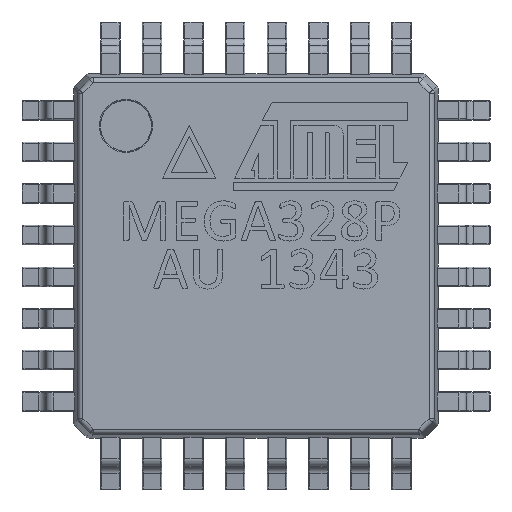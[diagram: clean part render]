
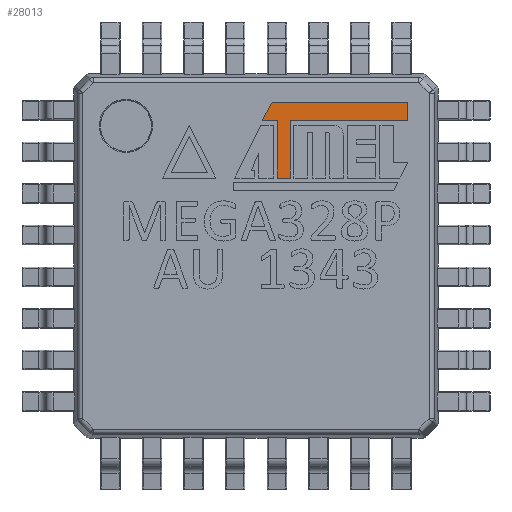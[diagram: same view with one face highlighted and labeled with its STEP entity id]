
A CAD part, top view. The second image highlights one B-rep face of the part: STEP entity #28013.
In plain terms, the highlighted planar face has unit normal (0, 0, 1).
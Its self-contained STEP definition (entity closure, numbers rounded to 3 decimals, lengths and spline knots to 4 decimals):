
#1066=PLANE('',#31186);
#3321=LINE('',#55658,#5477);
#3324=LINE('',#55663,#5480);
#3326=LINE('',#55667,#5482);
#3328=LINE('',#55671,#5484);
#3330=LINE('',#55675,#5486);
#3332=LINE('',#55679,#5488);
#3334=LINE('',#55683,#5490);
#3335=LINE('',#55685,#5491);
#5477=VECTOR('',#39533,1000.);
#5480=VECTOR('',#39538,1000.);
#5482=VECTOR('',#39542,1000.);
#5484=VECTOR('',#39546,1000.);
#5486=VECTOR('',#39550,1000.);
#5488=VECTOR('',#39554,1000.);
#5490=VECTOR('',#39558,1000.);
#5491=VECTOR('',#39561,1000.);
#7898=FACE_OUTER_BOUND('',#9629,.T.);
#9629=EDGE_LOOP('',(#25526,#25527,#25528,#25529,#25530,#25531,#25532,#25533));
#13480=VERTEX_POINT('',#55655);
#13481=VERTEX_POINT('',#55657);
#13482=VERTEX_POINT('',#55661);
#13483=VERTEX_POINT('',#55665);
#13484=VERTEX_POINT('',#55669);
#13485=VERTEX_POINT('',#55673);
#13486=VERTEX_POINT('',#55677);
#13487=VERTEX_POINT('',#55681);
#17499=EDGE_CURVE('',#13481,#13480,#3321,.T.);
#17502=EDGE_CURVE('',#13480,#13482,#3324,.T.);
#17504=EDGE_CURVE('',#13482,#13483,#3326,.T.);
#17506=EDGE_CURVE('',#13483,#13484,#3328,.T.);
#17508=EDGE_CURVE('',#13484,#13485,#3330,.T.);
#17510=EDGE_CURVE('',#13485,#13486,#3332,.T.);
#17512=EDGE_CURVE('',#13486,#13487,#3334,.T.);
#17513=EDGE_CURVE('',#13487,#13481,#3335,.T.);
#25526=ORIENTED_EDGE('',*,*,#17499,.T.);
#25527=ORIENTED_EDGE('',*,*,#17502,.T.);
#25528=ORIENTED_EDGE('',*,*,#17504,.T.);
#25529=ORIENTED_EDGE('',*,*,#17506,.T.);
#25530=ORIENTED_EDGE('',*,*,#17508,.T.);
#25531=ORIENTED_EDGE('',*,*,#17510,.T.);
#25532=ORIENTED_EDGE('',*,*,#17512,.T.);
#25533=ORIENTED_EDGE('',*,*,#17513,.T.);
#28013=ADVANCED_FACE('',(#7898),#1066,.T.);
#31186=AXIS2_PLACEMENT_3D('',#55686,#39562,#39563);
#39533=DIRECTION('',(1.,0.,0.));
#39538=DIRECTION('',(0.,-1.,0.));
#39542=DIRECTION('',(1.,0.,0.));
#39546=DIRECTION('',(0.,1.,0.));
#39550=DIRECTION('',(1.,0.,0.));
#39554=DIRECTION('',(0.,1.,0.));
#39558=DIRECTION('',(-1.,0.,0.));
#39561=DIRECTION('',(-0.486,-0.874,0.));
#39562=DIRECTION('center_axis',(0.,0.,1.));
#39563=DIRECTION('ref_axis',(0.,-1.,0.));
#55655=CARTESIAN_POINT('',(0.406,2.6859,1.0886));
#55657=CARTESIAN_POINT('',(0.1163,2.6859,1.0886));
#55658=CARTESIAN_POINT('',(0.406,2.6859,1.0886));
#55661=CARTESIAN_POINT('',(0.406,1.5844,1.0886));
#55663=CARTESIAN_POINT('',(0.406,2.6859,1.0886));
#55665=CARTESIAN_POINT('',(0.6623,1.5844,1.0886));
#55667=CARTESIAN_POINT('',(0.406,1.5844,1.0886));
#55669=CARTESIAN_POINT('',(0.6623,2.6859,1.0886));
#55671=CARTESIAN_POINT('',(0.6623,2.6859,1.0886));
#55673=CARTESIAN_POINT('',(2.9161,2.6859,1.0886));
#55675=CARTESIAN_POINT('',(2.9161,2.6859,1.0886));
#55677=CARTESIAN_POINT('',(2.9161,3.0323,1.0886));
#55679=CARTESIAN_POINT('',(2.9161,3.0323,1.0886));
#55681=CARTESIAN_POINT('',(0.3089,3.0323,1.0886));
#55683=CARTESIAN_POINT('',(0.3089,3.0323,1.0886));
#55685=CARTESIAN_POINT('',(0.1163,2.6859,1.0886));
#55686=CARTESIAN_POINT('Origin',(0.,0.0876,1.0886));
